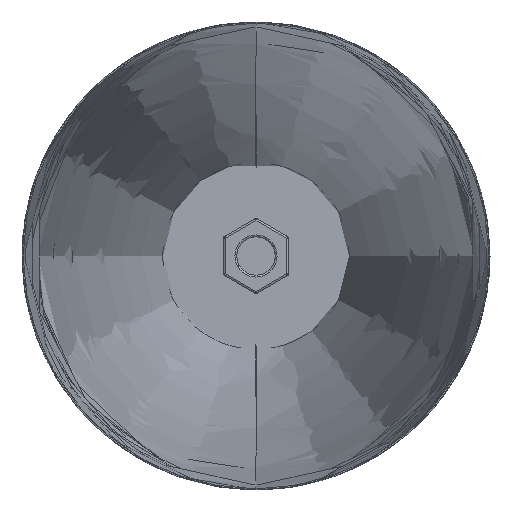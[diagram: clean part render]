
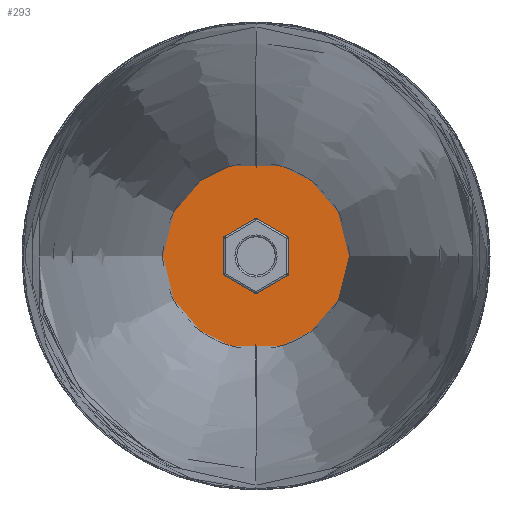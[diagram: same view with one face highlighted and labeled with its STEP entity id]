
A CAD part, front view. The second image highlights one B-rep face of the part: STEP entity #293.
In plain terms, the highlighted planar face has unit normal (0, -1, 0).
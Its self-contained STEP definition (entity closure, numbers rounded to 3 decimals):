
#100=B_SPLINE_CURVE_WITH_KNOTS('',3,(#4873,#4874,#4875,#4876,#4877,#4878,#4879,
#4880,#4881,#4882,#4883,#4884,#4885,#4886,#4887,#4888,#4889,#4890,#4891,#4892,
#4893,#4894,#4895,#4896,#4897,#4898,#4899,#4900,#4901,#4902),.UNSPECIFIED.,.F.,
.F.,(4,1,1,1,1,1,1,1,1,1,1,1,1,1,1,1,1,1,1,1,1,1,1,1,1,1,1,4),(0.,
0.043,0.074,0.111,0.148,
0.185,0.222,0.259,0.296,
0.333,0.37,0.407,0.444,
0.481,0.519,0.556,0.593,
0.63,0.667,0.704,0.741,
0.778,0.815,0.852,0.889,
0.926,0.957,1.),.UNSPECIFIED.);
#103=B_SPLINE_CURVE_WITH_KNOTS('',3,(#4939,#4940,#4941,#4942,#4943,#4944,#4945,
#4946,#4947,#4948,#4949,#4950,#4951,#4952,#4953,#4954,#4955,#4956,#4957,#4958,
#4959,#4960,#4961,#4962,#4963,#4964,#4965,#4966,#4967,#4968),.UNSPECIFIED.,.F.,
.F.,(4,1,1,1,1,1,1,1,1,1,1,1,1,1,1,1,1,1,1,1,1,1,1,1,1,1,1,4),(0.,
0.043,0.074,0.111,0.148,
0.185,0.222,0.259,0.296,
0.333,0.37,0.407,0.444,
0.481,0.519,0.556,0.593,
0.63,0.667,0.704,0.741,
0.778,0.815,0.852,0.889,
0.926,0.957,1.),.UNSPECIFIED.);
#158=FACE_BOUND('',#496,.F.);
#293=ADVANCED_FACE('',(#158,#385),#938,.T.);
#385=FACE_OUTER_BOUND('',#497,.F.);
#496=EDGE_LOOP('',(#902,#903,#904,#905,#906,#907));
#497=EDGE_LOOP('',(#908,#909));
#902=ORIENTED_EDGE('',*,*,#1208,.F.);
#903=ORIENTED_EDGE('',*,*,#1209,.F.);
#904=ORIENTED_EDGE('',*,*,#1210,.F.);
#905=ORIENTED_EDGE('',*,*,#1211,.F.);
#906=ORIENTED_EDGE('',*,*,#1212,.F.);
#907=ORIENTED_EDGE('',*,*,#1213,.F.);
#908=ORIENTED_EDGE('',*,*,#1200,.T.);
#909=ORIENTED_EDGE('',*,*,#1207,.T.);
#938=PLANE('',#1742);
#1200=EDGE_CURVE('',#1523,#1524,#100,.T.);
#1207=EDGE_CURVE('',#1524,#1523,#103,.T.);
#1208=EDGE_CURVE('',#1517,#1516,#1298,.T.);
#1209=EDGE_CURVE('',#1515,#1517,#1299,.T.);
#1210=EDGE_CURVE('',#1514,#1515,#1300,.T.);
#1211=EDGE_CURVE('',#1513,#1514,#1301,.T.);
#1212=EDGE_CURVE('',#1512,#1513,#1302,.T.);
#1213=EDGE_CURVE('',#1516,#1512,#1303,.T.);
#1298=LINE('',#4969,#1385);
#1299=LINE('',#4970,#1386);
#1300=LINE('',#4971,#1387);
#1301=LINE('',#4972,#1388);
#1302=LINE('',#4973,#1389);
#1303=LINE('',#4974,#1390);
#1385=VECTOR('',#2087,9.815);
#1386=VECTOR('',#2088,9.815);
#1387=VECTOR('',#2089,9.815);
#1388=VECTOR('',#2090,9.815);
#1389=VECTOR('',#2091,9.815);
#1390=VECTOR('',#2092,9.815);
#1512=VERTEX_POINT('',#4853);
#1513=VERTEX_POINT('',#4854);
#1514=VERTEX_POINT('',#4855);
#1515=VERTEX_POINT('',#4856);
#1516=VERTEX_POINT('',#4857);
#1517=VERTEX_POINT('',#4858);
#1523=VERTEX_POINT('',#4864);
#1524=VERTEX_POINT('',#4865);
#1742=AXIS2_PLACEMENT_3D('',#5164,#2127,#2128);
#2087=DIRECTION('',(0.,0.,-1.));
#2088=DIRECTION('',(0.866,0.,-0.5));
#2089=DIRECTION('',(0.866,0.,0.5));
#2090=DIRECTION('',(0.,0.,1.));
#2091=DIRECTION('',(-0.866,0.,0.5));
#2092=DIRECTION('',(-0.866,0.,-0.5));
#2127=DIRECTION('',(0.,-1.,0.));
#2128=DIRECTION('',(1.,0.,0.));
#4853=CARTESIAN_POINT('',(0.,1837.299,-9.815));
#4854=CARTESIAN_POINT('',(-8.5,1837.299,
-4.907));
#4855=CARTESIAN_POINT('',(-8.5,1837.299,4.907));
#4856=CARTESIAN_POINT('',(0.,1837.299,9.815));
#4857=CARTESIAN_POINT('',(8.5,1837.299,-4.907));
#4858=CARTESIAN_POINT('',(8.5,1837.299,4.907));
#4864=CARTESIAN_POINT('',(0.,1837.299,-24.341));
#4865=CARTESIAN_POINT('',(0.,1837.299,24.341));
#4873=CARTESIAN_POINT('',(0.,1837.299,
-24.341));
#4874=CARTESIAN_POINT('',(-1.102,1837.299,
-24.341));
#4875=CARTESIAN_POINT('',(-2.989,1837.299,
-24.213));
#4876=CARTESIAN_POINT('',(-5.778,1837.299,
-23.693));
#4877=CARTESIAN_POINT('',(-8.344,1837.299,
-22.925));
#4878=CARTESIAN_POINT('',(-10.949,1837.299,
-21.801));
#4879=CARTESIAN_POINT('',(-13.406,1837.299,
-20.383));
#4880=CARTESIAN_POINT('',(-15.682,1837.299,-18.688));
#4881=CARTESIAN_POINT('',(-17.745,1837.299,
-16.742));
#4882=CARTESIAN_POINT('',(-19.569,1837.299,
-14.569));
#4883=CARTESIAN_POINT('',(-21.128,1837.299,
-12.199));
#4884=CARTESIAN_POINT('',(-22.401,1837.299,
-9.663));
#4885=CARTESIAN_POINT('',(-23.371,1837.299,
-6.997));
#4886=CARTESIAN_POINT('',(-24.026,1837.299,-4.237));
#4887=CARTESIAN_POINT('',(-24.355,1837.299,-1.419));
#4888=CARTESIAN_POINT('',(-24.355,1837.299,1.419));
#4889=CARTESIAN_POINT('',(-24.026,1837.299,4.237));
#4890=CARTESIAN_POINT('',(-23.371,1837.299,6.997));
#4891=CARTESIAN_POINT('',(-22.401,1837.299,9.663));
#4892=CARTESIAN_POINT('',(-21.128,1837.299,12.199));
#4893=CARTESIAN_POINT('',(-19.569,1837.299,14.569));
#4894=CARTESIAN_POINT('',(-17.745,1837.299,16.742));
#4895=CARTESIAN_POINT('',(-15.682,1837.299,18.688));
#4896=CARTESIAN_POINT('',(-13.406,1837.299,20.383));
#4897=CARTESIAN_POINT('',(-10.949,1837.299,21.801));
#4898=CARTESIAN_POINT('',(-8.344,1837.299,22.925));
#4899=CARTESIAN_POINT('',(-5.778,1837.299,23.693));
#4900=CARTESIAN_POINT('',(-2.989,1837.299,24.213));
#4901=CARTESIAN_POINT('',(-1.102,1837.299,24.341));
#4902=CARTESIAN_POINT('',(0.,1837.299,
24.341));
#4939=CARTESIAN_POINT('',(0.,1837.299,
24.341));
#4940=CARTESIAN_POINT('',(1.102,1837.299,24.341));
#4941=CARTESIAN_POINT('',(2.989,1837.299,24.213));
#4942=CARTESIAN_POINT('',(5.778,1837.299,23.693));
#4943=CARTESIAN_POINT('',(8.344,1837.299,22.925));
#4944=CARTESIAN_POINT('',(10.949,1837.299,21.801));
#4945=CARTESIAN_POINT('',(13.406,1837.299,20.383));
#4946=CARTESIAN_POINT('',(15.682,1837.299,18.688));
#4947=CARTESIAN_POINT('',(17.745,1837.299,16.742));
#4948=CARTESIAN_POINT('',(19.569,1837.299,14.569));
#4949=CARTESIAN_POINT('',(21.128,1837.299,12.199));
#4950=CARTESIAN_POINT('',(22.401,1837.299,9.663));
#4951=CARTESIAN_POINT('',(23.371,1837.299,6.997));
#4952=CARTESIAN_POINT('',(24.026,1837.299,4.237));
#4953=CARTESIAN_POINT('',(24.355,1837.299,1.419));
#4954=CARTESIAN_POINT('',(24.355,1837.299,-1.419));
#4955=CARTESIAN_POINT('',(24.026,1837.299,-4.237));
#4956=CARTESIAN_POINT('',(23.371,1837.299,-6.997));
#4957=CARTESIAN_POINT('',(22.401,1837.299,-9.663));
#4958=CARTESIAN_POINT('',(21.128,1837.299,-12.199));
#4959=CARTESIAN_POINT('',(19.569,1837.299,-14.569));
#4960=CARTESIAN_POINT('',(17.745,1837.299,-16.742));
#4961=CARTESIAN_POINT('',(15.682,1837.299,-18.688));
#4962=CARTESIAN_POINT('',(13.406,1837.299,-20.383));
#4963=CARTESIAN_POINT('',(10.949,1837.299,-21.801));
#4964=CARTESIAN_POINT('',(8.344,1837.299,-22.925));
#4965=CARTESIAN_POINT('',(5.778,1837.299,-23.693));
#4966=CARTESIAN_POINT('',(2.989,1837.299,-24.213));
#4967=CARTESIAN_POINT('',(1.102,1837.299,-24.341));
#4968=CARTESIAN_POINT('',(0.,1837.299,
-24.341));
#4969=CARTESIAN_POINT('',(8.5,1837.299,4.907));
#4970=CARTESIAN_POINT('',(0.,1837.299,9.815));
#4971=CARTESIAN_POINT('',(-8.5,1837.299,4.907));
#4972=CARTESIAN_POINT('',(-8.5,1837.299,
-4.907));
#4973=CARTESIAN_POINT('',(0.,1837.299,-9.815));
#4974=CARTESIAN_POINT('',(8.5,1837.299,-4.907));
#5164=CARTESIAN_POINT('',(-26.734,1837.299,
-26.775));
